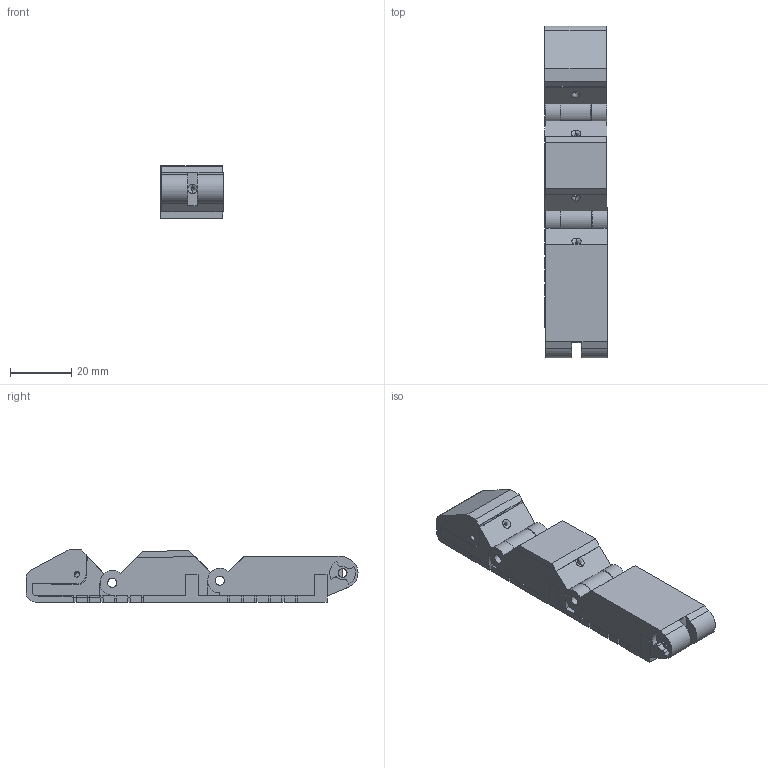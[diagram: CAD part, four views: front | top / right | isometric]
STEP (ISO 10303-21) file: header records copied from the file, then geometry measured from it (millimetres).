
FILE_DESCRIPTION(/* description */ (''),/* implementation_level */ '2;1');
FILE_NAME(/* name */ 'Finger_assembly.stp',/* time_stamp */ '2021-12-01T23:22:12+01:00',/* author */ ('liset'),/* organization */ (''),/* preprocessor_version */ 'ST-DEVELOPER v17.2',/* originating_system */ 'Autodesk Inventor 2019',/* authorisation */ '');
FILE_SCHEMA (('AUTOMOTIVE_DESIGN { 1 0 10303 214 3 1 1 }'));
Length unit declared in the file: millimetre
Products named in the file (7): FINGER; FusionComponent; Component2; Component9; Component2_1; Component4; Component3
Assembly tree (6 placements, depth 3):
  FINGER
    FusionComponent
    Component2
      Component9
      Component2_1
    Component4
    Component3
Bounding box: 20.3 x 108.09 x 17 mm (x, y, z)
Volume: 28283.7 mm3; surface area: 17159.7 mm2
Topology: 5 solids, 5 shells, 335 faces, 954 edges, 626 vertices
Faces by surface type: plane 273, cylinder 49, bspline 12, torus 1
Full cylindrical faces by diameter (mm): 1 x1, 1.8 x4, 2.85 x2, 3 x6
Entity records: 12643 total; most frequent: CARTESIAN_POINT 3546, ORIENTED_EDGE 1908, DIRECTION 1697, EDGE_CURVE 954, LINE 811, VECTOR 811, VERTEX_POINT 626, AXIS2_PLACEMENT_3D 443
